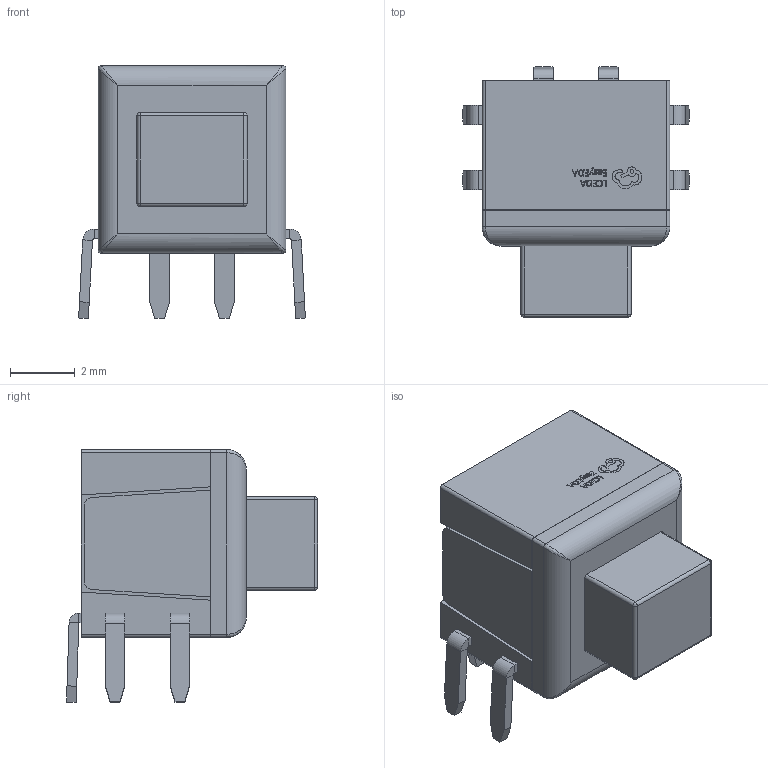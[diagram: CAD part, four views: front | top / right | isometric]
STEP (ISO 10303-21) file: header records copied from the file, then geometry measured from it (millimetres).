
FILE_DESCRIPTION (( 'STEP AP214' ), '1' );
FILE_NAME ('SW-TH_TK-6580A8-1.step', '2022-07-26T17:50:29', ( '' ), ( '' ), 'SwSTEP 2.0', 'SolidWorks 2020', '' );
FILE_SCHEMA (( 'AUTOMOTIVE_DESIGN' ));
Length unit declared in the file: millimetre
Products named in the file (1): SW-TH_TK-6580A8-1
Bounding box: 7 x 7.75 x 7.81 mm (x, y, z)
Volume: 192.3 mm3; surface area: 375.6 mm2
Topology: 18 solids, 18 shells, 447 faces, 1130 edges, 724 vertices
Faces by surface type: plane 293, bspline 116, cylinder 34, sphere 4
Entity records: 18466 total; most frequent: CARTESIAN_POINT 4126, ORIENTED_EDGE 2244, DIRECTION 1567, EDGE_CURVE 1122, LINE 783, VECTOR 783, VERTEX_POINT 724, EDGE_LOOP 472
